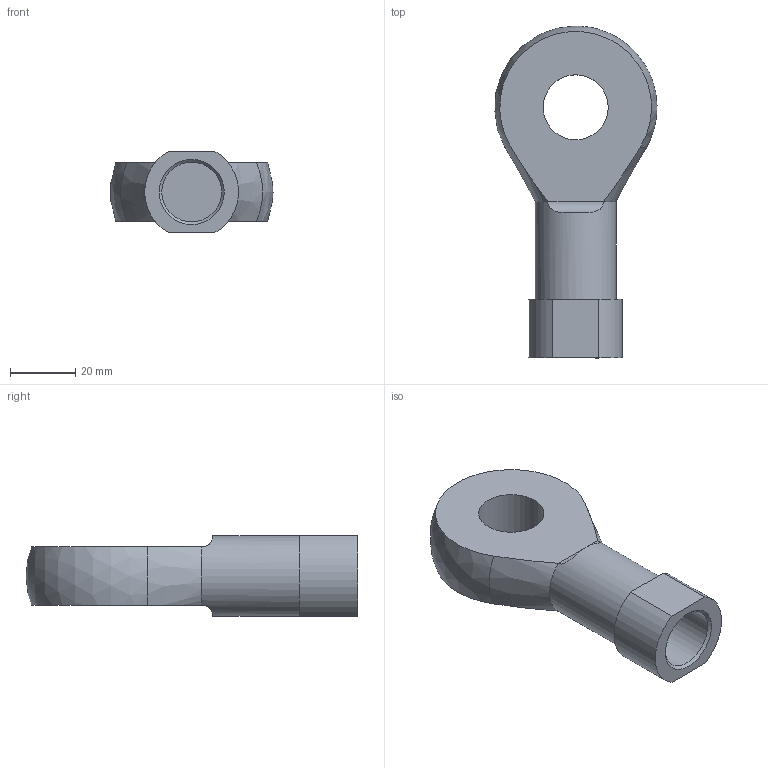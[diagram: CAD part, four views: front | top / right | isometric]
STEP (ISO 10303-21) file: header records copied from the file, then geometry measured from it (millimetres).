
FILE_DESCRIPTION(/* description */ ('STEP AP203'),/* implementation_level */ '2;1');
FILE_NAME(/* name */ 'FJ-M20x1.5BJ',/* time_stamp */ '2024-05-13T13:47:53+02:00',/* author */ ('License CC BY-ND 4.0'),/* organization */ ('CADENAS'),/* preprocessor_version */ 'ST-DEVELOPER v19.3',/* originating_system */ 'PARTsolutions',/* authorisation */ ' ');
FILE_SCHEMA (('CONFIG_CONTROL_DESIGN'));
Length unit declared in the file: millimetre
Products named in the file (1): FJ-M20x1.5BJ
Bounding box: 49.78 x 102 x 25 mm (x, y, z)
Volume: 47683.2 mm3; surface area: 13540.5 mm2
Topology: 1 solids, 1 shells, 18 faces, 40 edges, 25 vertices
Faces by surface type: plane 7, cylinder 7, cone 3, sphere 1
Full cylindrical faces by diameter (mm): 18.376 x1, 20 x1, 24.8 x1
Entity records: 514 total; most frequent: CARTESIAN_POINT 117, DIRECTION 80, ORIENTED_EDGE 64, AXIS2_PLACEMENT_3D 35, EDGE_CURVE 32, EDGE_LOOP 26, FACE_BOUND 26, VERTEX_POINT 22
